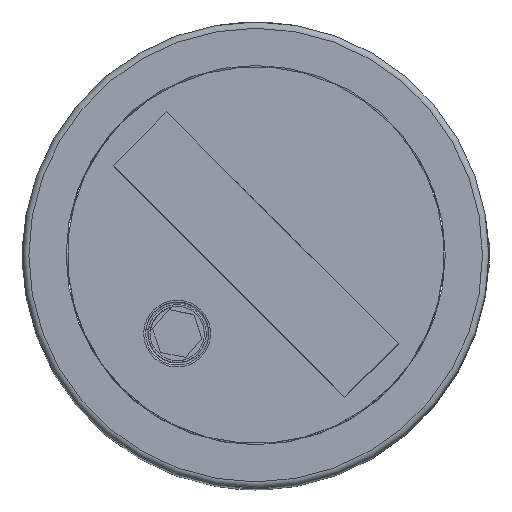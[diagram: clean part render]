
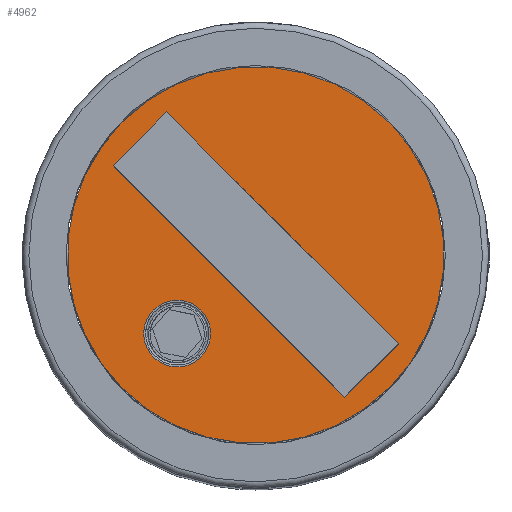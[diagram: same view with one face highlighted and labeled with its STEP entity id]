
A CAD part, top view. The second image highlights one B-rep face of the part: STEP entity #4962.
In plain terms, the highlighted planar face has unit normal (0, 0, 1).
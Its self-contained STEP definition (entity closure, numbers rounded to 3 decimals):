
#1337=PLANE('',#38951);
#4962=ADVANCED_FACE('',(#5756,#5757,#5758),#1337,.T.);
#5756=FACE_BOUND('',#7030,.T.);
#5757=FACE_BOUND('',#7031,.T.);
#5758=FACE_BOUND('',#7032,.T.);
#7030=EDGE_LOOP('',(#22766));
#7031=EDGE_LOOP('',(#22767,#22768,#22769,#22770));
#7032=EDGE_LOOP('',(#22771));
#10355=LINE('',#65316,#14473);
#10356=LINE('',#65319,#14474);
#10357=LINE('',#65321,#14475);
#10358=LINE('',#65323,#14476);
#14473=VECTOR('',#46534,1.);
#14474=VECTOR('',#46535,1.);
#14475=VECTOR('',#46536,1.);
#14476=VECTOR('',#46537,1.);
#22766=ORIENTED_EDGE('',*,*,#33783,.T.);
#22767=ORIENTED_EDGE('',*,*,#33793,.F.);
#22768=ORIENTED_EDGE('',*,*,#33794,.F.);
#22769=ORIENTED_EDGE('',*,*,#33795,.F.);
#22770=ORIENTED_EDGE('',*,*,#33796,.F.);
#22771=ORIENTED_EDGE('',*,*,#33788,.T.);
#29052=VERTEX_POINT('',#65258);
#29057=VERTEX_POINT('',#65272);
#29062=VERTEX_POINT('',#65317);
#29063=VERTEX_POINT('',#65318);
#29064=VERTEX_POINT('',#65320);
#29065=VERTEX_POINT('',#65322);
#33783=EDGE_CURVE('',#29052,#29052,#36564,.T.);
#33788=EDGE_CURVE('',#29057,#29057,#36568,.T.);
#33793=EDGE_CURVE('',#29062,#29063,#10355,.T.);
#33794=EDGE_CURVE('',#29064,#29062,#10356,.T.);
#33795=EDGE_CURVE('',#29065,#29064,#10357,.T.);
#33796=EDGE_CURVE('',#29063,#29065,#10358,.T.);
#36564=CIRCLE('',#38941,2.65);
#36568=CIRCLE('',#38946,14.95);
#38941=AXIS2_PLACEMENT_3D('',#65257,#46514,#46515);
#38946=AXIS2_PLACEMENT_3D('',#65271,#46524,#46525);
#38951=AXIS2_PLACEMENT_3D('',#65324,#46538,#46539);
#46514=DIRECTION('',(0.,0.,-1.));
#46515=DIRECTION('',(-0.707,-0.707,0.));
#46524=DIRECTION('',(0.,0.,1.));
#46525=DIRECTION('',(-0.707,-0.707,0.));
#46534=DIRECTION('',(0.707,-0.707,0.));
#46535=DIRECTION('',(-0.707,-0.707,0.));
#46536=DIRECTION('',(-0.707,0.707,0.));
#46537=DIRECTION('',(0.707,0.707,0.));
#46538=DIRECTION('',(0.,0.,1.));
#46539=DIRECTION('',(-0.707,-0.707,0.));
#65257=CARTESIAN_POINT('',(157.026,5.475,82.));
#65258=CARTESIAN_POINT('',(155.152,3.601,82.));
#65271=CARTESIAN_POINT('',(163.253,11.702,82.));
#65272=CARTESIAN_POINT('',(152.682,1.13,82.));
#65316=CARTESIAN_POINT('',(151.939,18.773,82.));
#65317=CARTESIAN_POINT('',(151.939,18.773,82.));
#65318=CARTESIAN_POINT('',(170.324,0.388,82.));
#65319=CARTESIAN_POINT('',(156.182,23.015,82.));
#65320=CARTESIAN_POINT('',(156.182,23.015,82.));
#65321=CARTESIAN_POINT('',(174.567,4.631,82.));
#65322=CARTESIAN_POINT('',(174.567,4.631,82.));
#65323=CARTESIAN_POINT('',(170.324,0.388,82.));
#65324=CARTESIAN_POINT('',(163.253,11.702,82.));
